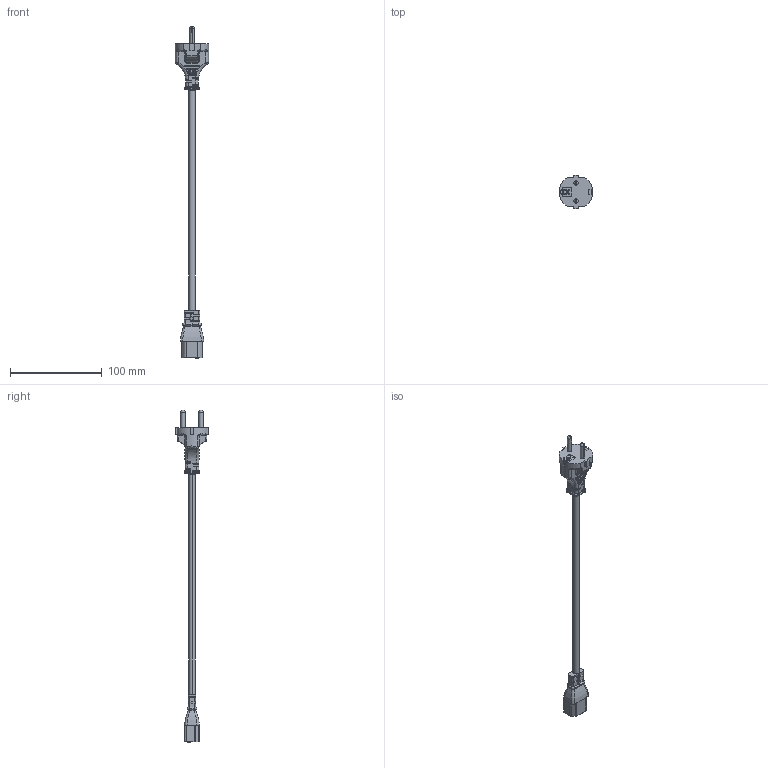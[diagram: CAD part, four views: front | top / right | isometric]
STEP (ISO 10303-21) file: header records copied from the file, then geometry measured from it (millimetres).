
FILE_DESCRIPTION (( 'STEP AP203' ), '1' );
FILE_NAME ('IPCFC13-10A-2M_3D.STEP', '2022-04-20T21:32:22', ( '' ), ( '' ), 'SwSTEP 2.0', 'SolidWorks 2021', '' );
FILE_SCHEMA (( 'CONFIG_CONTROL_DESIGN' ));
Length unit declared in the file: inch
Products named in the file (4): SF-03 TYPE F (EUR) 16A 250V AC PWR PLUG_Varsayilan; IPCFC13-10A-2M_3D; SF-82 IEC 320 C13 FEM PWR PLUG; H05VV-F 3G Cord (for 44-423-02M)
Assembly tree (3 placements, depth 2):
  IPCFC13-10A-2M_3D
    SF-03 TYPE F (EUR) 16A 250V AC PWR PLUG_Varsayilan
    H05VV-F 3G Cord (for 44-423-02M)
    SF-82 IEC 320 C13 FEM PWR PLUG
Bounding box: 36.5 x 36.8 x 362.2 mm (x, y, z)
Volume: 46780 mm3; surface area: 19627.4 mm2
Topology: 8 solids, 8 shells, 551 faces, 1388 edges, 847 vertices
Faces by surface type: plane 216, cylinder 170, torus 82, bspline 55, cone 16, sphere 12
Entity records: 18684 total; most frequent: CARTESIAN_POINT 5195, DIRECTION 2770, ORIENTED_EDGE 2740, EDGE_CURVE 1370, AXIS2_PLACEMENT_3D 1023, VERTEX_POINT 843, LINE 724, VECTOR 724
